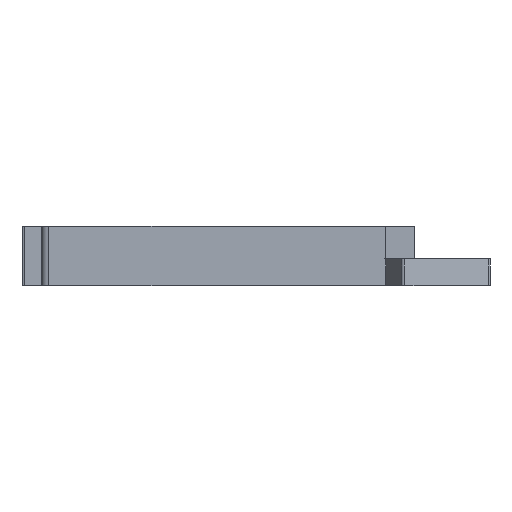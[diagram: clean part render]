
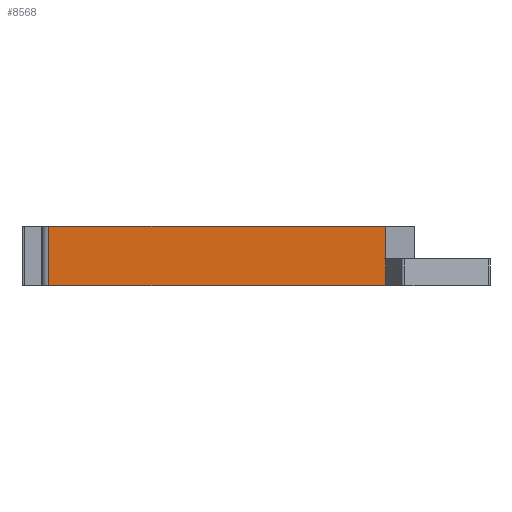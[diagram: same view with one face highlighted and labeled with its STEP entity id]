
A CAD part, left-side view. The second image highlights one B-rep face of the part: STEP entity #8568.
In plain terms, the highlighted planar face has unit normal (-1, 0, 0).
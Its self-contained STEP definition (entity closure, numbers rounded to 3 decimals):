
#621=FACE_OUTER_BOUND('',#1102,.T.);
#1102=EDGE_LOOP('',(#6941,#6942,#6943,#6944,#6945,#6946));
#1588=LINE('',#11812,#2647);
#1790=LINE('',#12946,#2849);
#1844=LINE('',#13082,#2903);
#1851=LINE('',#13099,#2910);
#2024=LINE('',#13592,#3083);
#2025=LINE('',#13593,#3084);
#2647=VECTOR('',#9669,10.);
#2849=VECTOR('',#10031,10.);
#2903=VECTOR('',#10133,10.);
#2910=VECTOR('',#10150,10.);
#3083=VECTOR('',#10551,10.);
#3084=VECTOR('',#10552,10.);
#3628=VERTEX_POINT('',#11809);
#3629=VERTEX_POINT('',#11811);
#3842=VERTEX_POINT('',#12943);
#3843=VERTEX_POINT('',#12945);
#3897=VERTEX_POINT('',#13081);
#3902=VERTEX_POINT('',#13097);
#4521=EDGE_CURVE('',#3629,#3628,#1588,.T.);
#4824=EDGE_CURVE('',#3842,#3843,#1790,.T.);
#4890=EDGE_CURVE('',#3897,#3629,#1844,.T.);
#4899=EDGE_CURVE('',#3902,#3842,#1851,.T.);
#5114=EDGE_CURVE('',#3897,#3902,#2024,.T.);
#5115=EDGE_CURVE('',#3628,#3843,#2025,.T.);
#6941=ORIENTED_EDGE('',*,*,#4899,.F.);
#6942=ORIENTED_EDGE('',*,*,#5114,.F.);
#6943=ORIENTED_EDGE('',*,*,#4890,.T.);
#6944=ORIENTED_EDGE('',*,*,#4521,.T.);
#6945=ORIENTED_EDGE('',*,*,#5115,.T.);
#6946=ORIENTED_EDGE('',*,*,#4824,.F.);
#8131=PLANE('',#9051);
#8568=ADVANCED_FACE('',(#621),#8131,.T.);
#9051=AXIS2_PLACEMENT_3D('',#13591,#10549,#10550);
#9669=DIRECTION('',(0.,1.,0.));
#10031=DIRECTION('',(0.,-1.,0.));
#10133=DIRECTION('',(0.,0.,1.));
#10150=DIRECTION('',(0.,0.,1.));
#10549=DIRECTION('center_axis',(-1.,0.,0.));
#10550=DIRECTION('ref_axis',(0.,-1.,0.));
#10551=DIRECTION('',(0.,1.,0.));
#10552=DIRECTION('',(0.,0.,1.));
#11809=CARTESIAN_POINT('',(162.585,-120.425,3.65));
#11811=CARTESIAN_POINT('',(162.585,-120.425,3.65));
#11812=CARTESIAN_POINT('',(162.585,-70.975,3.65));
#12943=CARTESIAN_POINT('',(162.585,-49.155,10.5));
#12945=CARTESIAN_POINT('',(162.585,-120.425,10.5));
#12946=CARTESIAN_POINT('',(162.585,-47.655,10.5));
#13081=CARTESIAN_POINT('',(162.585,-120.425,-2.));
#13082=CARTESIAN_POINT('',(162.585,-120.425,0.));
#13097=CARTESIAN_POINT('',(162.585,-49.155,-2.));
#13099=CARTESIAN_POINT('',(162.585,-49.155,0.));
#13591=CARTESIAN_POINT('Origin',(162.585,-47.655,0.));
#13592=CARTESIAN_POINT('',(162.585,-47.655,-2.));
#13593=CARTESIAN_POINT('',(162.585,-120.425,0.));
